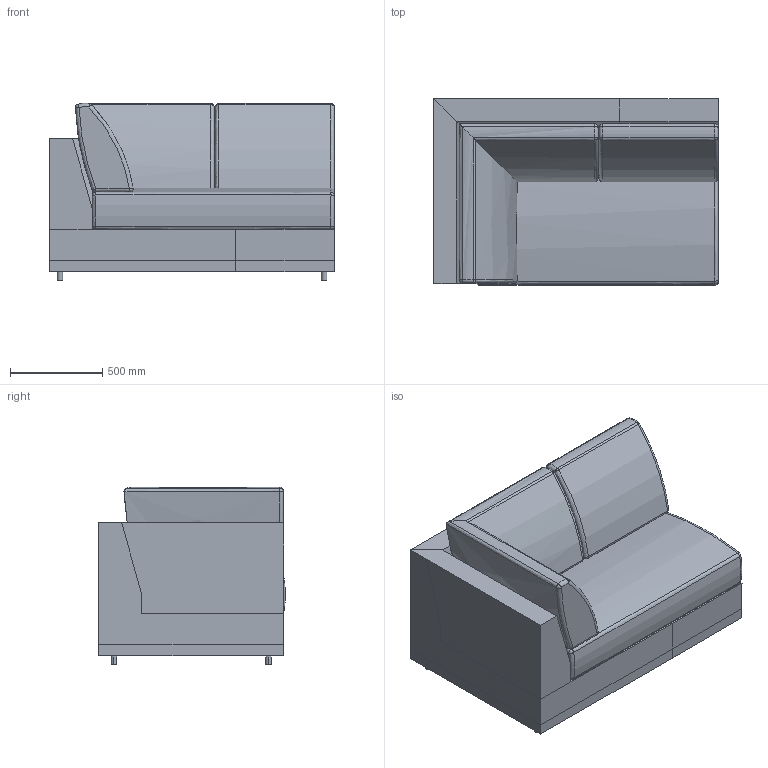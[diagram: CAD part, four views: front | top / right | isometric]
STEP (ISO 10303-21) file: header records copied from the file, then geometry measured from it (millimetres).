
FILE_DESCRIPTION(/* description */ (''),/* implementation_level */ '2;1');
FILE_NAME(/* name */ '810 Fly angolo 158',/* time_stamp */ '2013-10-18T09:23:10+02:00',/* author */ (''),/* organization */ (''),/* preprocessor_version */ 'ST-DEVELOPER v10',/* originating_system */ '',/* authorisation */ '');
FILE_SCHEMA (('CONFIG_CONTROL_DESIGN'));
Length unit declared in the file: millimetre
Products named in the file (1): 1
Bounding box: 1540 x 1009.9 x 960.3 mm (x, y, z)
Volume: 968012207.1 mm3; surface area: 12540837.3 mm2
Topology: 9 solids, 9 shells, 148 faces, 287 edges, 157 vertices
Faces by surface type: bspline 148
Entity records: 5072 total; most frequent: CARTESIAN_POINT 3322, ORIENTED_EDGE 574, EDGE_CURVE 287, VERTEX_POINT 157, ADVANCED_FACE 148, FACE_OUTER_BOUND 148, EDGE_LOOP 148, B_SPLINE_CURVE_WITH_KNOTS 119
